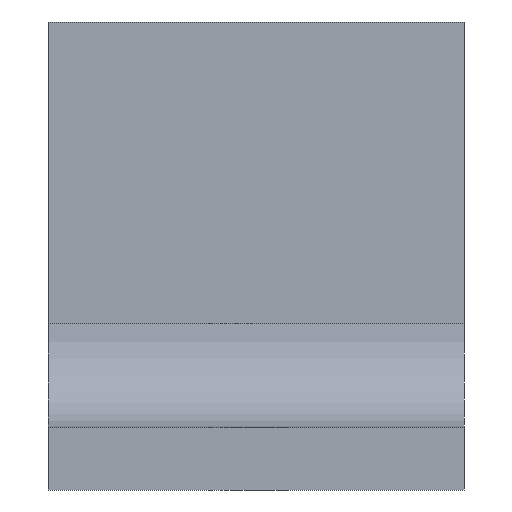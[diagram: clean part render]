
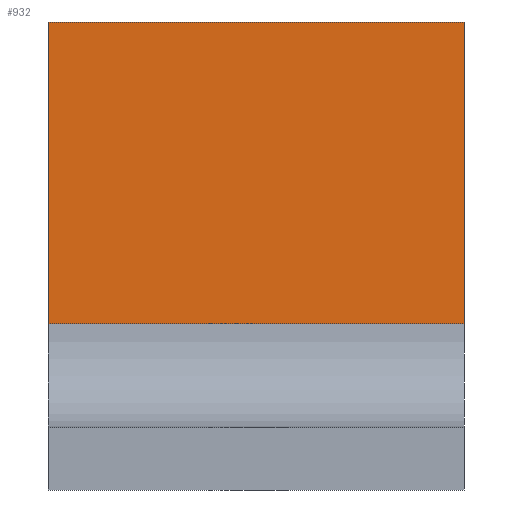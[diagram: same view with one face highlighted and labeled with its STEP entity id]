
A CAD part, front view. The second image highlights one B-rep face of the part: STEP entity #932.
In plain terms, the highlighted planar face has unit normal (0, -1, 0).
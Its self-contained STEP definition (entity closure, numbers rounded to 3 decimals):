
#184 = PLANE('',#185);
#185 = AXIS2_PLACEMENT_3D('',#186,#187,#188);
#186 = CARTESIAN_POINT('',(0.,50.,3.));
#187 = DIRECTION('',(1.,0.,0.));
#188 = DIRECTION('',(0.,0.,1.));
#309 = CYLINDRICAL_SURFACE('',#310,5.);
#310 = AXIS2_PLACEMENT_3D('',#311,#312,#313);
#311 = CARTESIAN_POINT('',(0.,45.,8.));
#312 = DIRECTION('',(1.,0.,0.));
#313 = DIRECTION('',(0.,0.,-1.));
#355 = EDGE_CURVE('',#356,#358,#360,.T.);
#356 = VERTEX_POINT('',#357);
#357 = CARTESIAN_POINT('',(0.,50.,8.));
#358 = VERTEX_POINT('',#359);
#359 = CARTESIAN_POINT('',(0.,50.,22.5));
#360 = SURFACE_CURVE('',#361,(#365,#372),.PCURVE_S1.);
#361 = LINE('',#362,#363);
#362 = CARTESIAN_POINT('',(0.,50.,3.));
#363 = VECTOR('',#364,1.);
#364 = DIRECTION('',(0.,0.,1.));
#365 = PCURVE('',#184,#366);
#366 = DEFINITIONAL_REPRESENTATION('',(#367),#371);
#367 = LINE('',#368,#369);
#368 = CARTESIAN_POINT('',(0.,0.));
#369 = VECTOR('',#370,1.);
#370 = DIRECTION('',(1.,0.));
#371 = ( GEOMETRIC_REPRESENTATION_CONTEXT(2) 
PARAMETRIC_REPRESENTATION_CONTEXT() REPRESENTATION_CONTEXT('2D SPACE',''
  ) );
#372 = PCURVE('',#373,#378);
#373 = PLANE('',#374);
#374 = AXIS2_PLACEMENT_3D('',#375,#376,#377);
#375 = CARTESIAN_POINT('',(0.,50.,3.));
#376 = DIRECTION('',(0.,1.,0.));
#377 = DIRECTION('',(0.,0.,1.));
#378 = DEFINITIONAL_REPRESENTATION('',(#379),#383);
#379 = LINE('',#380,#381);
#380 = CARTESIAN_POINT('',(0.,0.));
#381 = VECTOR('',#382,1.);
#382 = DIRECTION('',(1.,0.));
#383 = ( GEOMETRIC_REPRESENTATION_CONTEXT(2) 
PARAMETRIC_REPRESENTATION_CONTEXT() REPRESENTATION_CONTEXT('2D SPACE',''
  ) );
#485 = PLANE('',#486);
#486 = AXIS2_PLACEMENT_3D('',#487,#488,#489);
#487 = CARTESIAN_POINT('',(0.,50.,22.5));
#488 = DIRECTION('',(0.,0.,1.));
#489 = DIRECTION('',(1.,0.,0.));
#780 = EDGE_CURVE('',#356,#781,#783,.T.);
#781 = VERTEX_POINT('',#782);
#782 = CARTESIAN_POINT('',(20.,50.,8.));
#783 = SURFACE_CURVE('',#784,(#788,#795),.PCURVE_S1.);
#784 = LINE('',#785,#786);
#785 = CARTESIAN_POINT('',(0.,50.,8.));
#786 = VECTOR('',#787,1.);
#787 = DIRECTION('',(1.,0.,0.));
#788 = PCURVE('',#309,#789);
#789 = DEFINITIONAL_REPRESENTATION('',(#790),#794);
#790 = LINE('',#791,#792);
#791 = CARTESIAN_POINT('',(1.571,0.));
#792 = VECTOR('',#793,1.);
#793 = DIRECTION('',(0.,1.));
#794 = ( GEOMETRIC_REPRESENTATION_CONTEXT(2) 
PARAMETRIC_REPRESENTATION_CONTEXT() REPRESENTATION_CONTEXT('2D SPACE',''
  ) );
#795 = PCURVE('',#373,#796);
#796 = DEFINITIONAL_REPRESENTATION('',(#797),#801);
#797 = LINE('',#798,#799);
#798 = CARTESIAN_POINT('',(5.,0.));
#799 = VECTOR('',#800,1.);
#800 = DIRECTION('',(0.,1.));
#801 = ( GEOMETRIC_REPRESENTATION_CONTEXT(2) 
PARAMETRIC_REPRESENTATION_CONTEXT() REPRESENTATION_CONTEXT('2D SPACE',''
  ) );
#818 = PLANE('',#819);
#819 = AXIS2_PLACEMENT_3D('',#820,#821,#822);
#820 = CARTESIAN_POINT('',(20.,50.,3.));
#821 = DIRECTION('',(1.,0.,0.));
#822 = DIRECTION('',(0.,0.,1.));
#932 = ADVANCED_FACE('',(#933),#373,.F.);
#933 = FACE_BOUND('',#934,.F.);
#934 = EDGE_LOOP('',(#935,#958,#959,#960));
#935 = ORIENTED_EDGE('',*,*,#936,.F.);
#936 = EDGE_CURVE('',#781,#937,#939,.T.);
#937 = VERTEX_POINT('',#938);
#938 = CARTESIAN_POINT('',(20.,50.,22.5));
#939 = SURFACE_CURVE('',#940,(#944,#951),.PCURVE_S1.);
#940 = LINE('',#941,#942);
#941 = CARTESIAN_POINT('',(20.,50.,3.));
#942 = VECTOR('',#943,1.);
#943 = DIRECTION('',(0.,0.,1.));
#944 = PCURVE('',#373,#945);
#945 = DEFINITIONAL_REPRESENTATION('',(#946),#950);
#946 = LINE('',#947,#948);
#947 = CARTESIAN_POINT('',(0.,20.));
#948 = VECTOR('',#949,1.);
#949 = DIRECTION('',(1.,0.));
#950 = ( GEOMETRIC_REPRESENTATION_CONTEXT(2) 
PARAMETRIC_REPRESENTATION_CONTEXT() REPRESENTATION_CONTEXT('2D SPACE',''
  ) );
#951 = PCURVE('',#818,#952);
#952 = DEFINITIONAL_REPRESENTATION('',(#953),#957);
#953 = LINE('',#954,#955);
#954 = CARTESIAN_POINT('',(0.,0.));
#955 = VECTOR('',#956,1.);
#956 = DIRECTION('',(1.,0.));
#957 = ( GEOMETRIC_REPRESENTATION_CONTEXT(2) 
PARAMETRIC_REPRESENTATION_CONTEXT() REPRESENTATION_CONTEXT('2D SPACE',''
  ) );
#958 = ORIENTED_EDGE('',*,*,#780,.F.);
#959 = ORIENTED_EDGE('',*,*,#355,.T.);
#960 = ORIENTED_EDGE('',*,*,#961,.T.);
#961 = EDGE_CURVE('',#358,#937,#962,.T.);
#962 = SURFACE_CURVE('',#963,(#967,#974),.PCURVE_S1.);
#963 = LINE('',#964,#965);
#964 = CARTESIAN_POINT('',(0.,50.,22.5));
#965 = VECTOR('',#966,1.);
#966 = DIRECTION('',(1.,0.,0.));
#967 = PCURVE('',#373,#968);
#968 = DEFINITIONAL_REPRESENTATION('',(#969),#973);
#969 = LINE('',#970,#971);
#970 = CARTESIAN_POINT('',(19.5,0.));
#971 = VECTOR('',#972,1.);
#972 = DIRECTION('',(0.,1.));
#973 = ( GEOMETRIC_REPRESENTATION_CONTEXT(2) 
PARAMETRIC_REPRESENTATION_CONTEXT() REPRESENTATION_CONTEXT('2D SPACE',''
  ) );
#974 = PCURVE('',#485,#975);
#975 = DEFINITIONAL_REPRESENTATION('',(#976),#980);
#976 = LINE('',#977,#978);
#977 = CARTESIAN_POINT('',(0.,0.));
#978 = VECTOR('',#979,1.);
#979 = DIRECTION('',(1.,0.));
#980 = ( GEOMETRIC_REPRESENTATION_CONTEXT(2) 
PARAMETRIC_REPRESENTATION_CONTEXT() REPRESENTATION_CONTEXT('2D SPACE',''
  ) );
